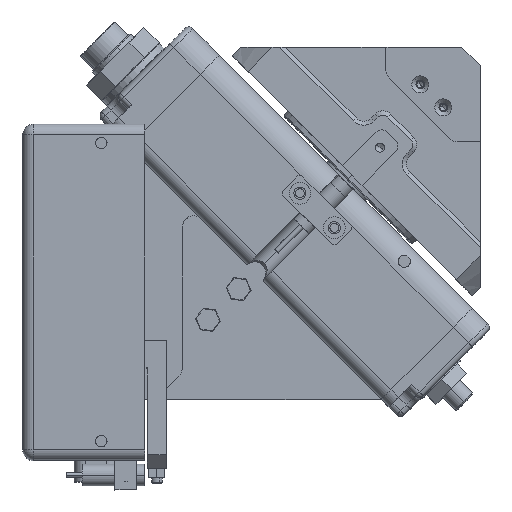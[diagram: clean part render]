
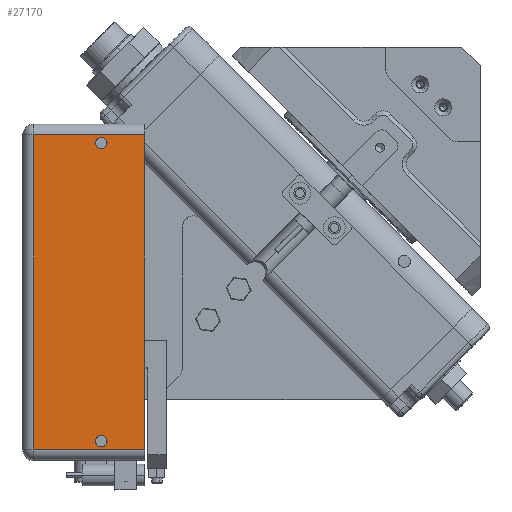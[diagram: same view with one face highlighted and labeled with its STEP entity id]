
A CAD part, top view. The second image highlights one B-rep face of the part: STEP entity #27170.
In plain terms, the highlighted face is planar.
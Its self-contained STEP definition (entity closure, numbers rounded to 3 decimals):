
#1229 = DIRECTION ( 'NONE',  ( -1., 0., 0. ) ) ;
#2136 = DIRECTION ( 'NONE',  ( 0., -1., 0. ) ) ;
#3972 = DIRECTION ( 'NONE',  ( -1., 0., 0. ) ) ;
#4083 = ORIENTED_EDGE ( 'NONE', *, *, #51478, .F. ) ;
#4102 = DIRECTION ( 'NONE',  ( -1., 0., 0. ) ) ;
#7212 = ORIENTED_EDGE ( 'NONE', *, *, #26851, .F. ) ;
#7361 = VECTOR ( 'NONE', #46972, 1000. ) ;
#7689 = CARTESIAN_POINT ( 'NONE',  ( -96.762, -57.252, 173. ) ) ;
#8027 = CARTESIAN_POINT ( 'NONE',  ( -96.762, 52.748, 170.9 ) ) ;
#8349 = DIRECTION ( 'NONE',  ( 1., 0., 0. ) ) ;
#9117 = LINE ( 'NONE', #52913, #55396 ) ;
#9232 = DIRECTION ( 'NONE',  ( 0., 0., 1. ) ) ;
#10458 = AXIS2_PLACEMENT_3D ( 'NONE', #26691, #8349, #17408 ) ;
#10735 = EDGE_CURVE ( 'NONE', #47358, #15574, #30148, .T. ) ;
#10865 = EDGE_CURVE ( 'NONE', #16429, #26864, #9117, .T. ) ;
#12416 = ORIENTED_EDGE ( 'NONE', *, *, #10735, .T. ) ;
#13045 = CARTESIAN_POINT ( 'NONE',  ( -96.762, -60.252, 189. ) ) ;
#13368 = FACE_BOUND ( 'NONE', #20642, .T. ) ;
#15033 = ORIENTED_EDGE ( 'NONE', *, *, #55240, .F. ) ;
#15574 = VERTEX_POINT ( 'NONE', #46876 ) ;
#15640 = VECTOR ( 'NONE', #2136, 1000. ) ;
#16391 = ORIENTED_EDGE ( 'NONE', *, *, #10865, .F. ) ;
#16429 = VERTEX_POINT ( 'NONE', #13045 ) ;
#17408 = DIRECTION ( 'NONE',  ( 0., 1., 0. ) ) ;
#19881 = VERTEX_POINT ( 'NONE', #8027 ) ;
#20642 = EDGE_LOOP ( 'NONE', ( #53204, #7212 ) ) ;
#22004 = AXIS2_PLACEMENT_3D ( 'NONE', #47055, #4102, #9232 ) ;
#23896 = AXIS2_PLACEMENT_3D ( 'NONE', #43954, #1229, #44144 ) ;
#24841 = CARTESIAN_POINT ( 'NONE',  ( -96.762, 52.748, 175.1 ) ) ;
#26342 = VERTEX_POINT ( 'NONE', #53550 ) ;
#26691 = CARTESIAN_POINT ( 'NONE',  ( -96.762, 55.748, 189. ) ) ;
#26851 = EDGE_CURVE ( 'NONE', #19881, #48887, #39841, .T. ) ;
#26864 = VERTEX_POINT ( 'NONE', #48675 ) ;
#27170 = ADVANCED_FACE ( 'NONE', ( #13368, #51637, #55279 ), #32003, .F. ) ;
#28686 = DIRECTION ( 'NONE',  ( 0., 0., -1. ) ) ;
#28751 = CIRCLE ( 'NONE', #28821, 2.1 ) ;
#28821 = AXIS2_PLACEMENT_3D ( 'NONE', #7689, #59482, #45086 ) ;
#29166 = EDGE_CURVE ( 'NONE', #48887, #19881, #36880, .T. ) ;
#29513 = CARTESIAN_POINT ( 'NONE',  ( -96.762, -60.252, 148. ) ) ;
#30148 = LINE ( 'NONE', #37518, #7361 ) ;
#30455 = LINE ( 'NONE', #51327, #45105 ) ;
#32003 = PLANE ( 'NONE',  #10458 ) ;
#34841 = AXIS2_PLACEMENT_3D ( 'NONE', #36269, #3972, #50619 ) ;
#36269 = CARTESIAN_POINT ( 'NONE',  ( -96.762, -57.252, 173. ) ) ;
#36880 = CIRCLE ( 'NONE', #22004, 2.1 ) ;
#37518 = CARTESIAN_POINT ( 'NONE',  ( -96.762, 55.748, 189. ) ) ;
#37567 = DIRECTION ( 'NONE',  ( 0., -1., 0. ) ) ;
#39841 = CIRCLE ( 'NONE', #23896, 2.1 ) ;
#39865 = LINE ( 'NONE', #29513, #15640 ) ;
#43954 = CARTESIAN_POINT ( 'NONE',  ( -96.762, 52.748, 173. ) ) ;
#44144 = DIRECTION ( 'NONE',  ( 0., 0., 1. ) ) ;
#45086 = DIRECTION ( 'NONE',  ( 0., 0., 1. ) ) ;
#45105 = VECTOR ( 'NONE', #37567, 1000. ) ;
#45683 = CIRCLE ( 'NONE', #34841, 2.1 ) ;
#45694 = EDGE_CURVE ( 'NONE', #47358, #16429, #30455, .T. ) ;
#46258 = ORIENTED_EDGE ( 'NONE', *, *, #45694, .F. ) ;
#46876 = CARTESIAN_POINT ( 'NONE',  ( -96.762, 55.748, 148. ) ) ;
#46972 = DIRECTION ( 'NONE',  ( 0., 0., -1. ) ) ;
#47055 = CARTESIAN_POINT ( 'NONE',  ( -96.762, 52.748, 173. ) ) ;
#47358 = VERTEX_POINT ( 'NONE', #53547 ) ;
#48675 = CARTESIAN_POINT ( 'NONE',  ( -96.762, -60.252, 148. ) ) ;
#48887 = VERTEX_POINT ( 'NONE', #24841 ) ;
#50335 = EDGE_CURVE ( 'NONE', #15574, #26864, #39865, .T. ) ;
#50437 = CARTESIAN_POINT ( 'NONE',  ( -96.762, -57.252, 175.1 ) ) ;
#50619 = DIRECTION ( 'NONE',  ( 0., 0., 1. ) ) ;
#51327 = CARTESIAN_POINT ( 'NONE',  ( -96.762, 55.748, 189. ) ) ;
#51478 = EDGE_CURVE ( 'NONE', #26342, #51659, #28751, .T. ) ;
#51637 = FACE_BOUND ( 'NONE', #52743, .T. ) ;
#51659 = VERTEX_POINT ( 'NONE', #50437 ) ;
#52046 = ORIENTED_EDGE ( 'NONE', *, *, #50335, .T. ) ;
#52743 = EDGE_LOOP ( 'NONE', ( #15033, #4083 ) ) ;
#52913 = CARTESIAN_POINT ( 'NONE',  ( -96.762, -60.252, 189. ) ) ;
#53204 = ORIENTED_EDGE ( 'NONE', *, *, #29166, .F. ) ;
#53547 = CARTESIAN_POINT ( 'NONE',  ( -96.762, 55.748, 189. ) ) ;
#53550 = CARTESIAN_POINT ( 'NONE',  ( -96.762, -57.252, 170.9 ) ) ;
#55240 = EDGE_CURVE ( 'NONE', #51659, #26342, #45683, .T. ) ;
#55279 = FACE_OUTER_BOUND ( 'NONE', #56971, .T. ) ;
#55396 = VECTOR ( 'NONE', #28686, 1000. ) ;
#56971 = EDGE_LOOP ( 'NONE', ( #12416, #52046, #16391, #46258 ) ) ;
#59482 = DIRECTION ( 'NONE',  ( -1., 0., 0. ) ) ;
